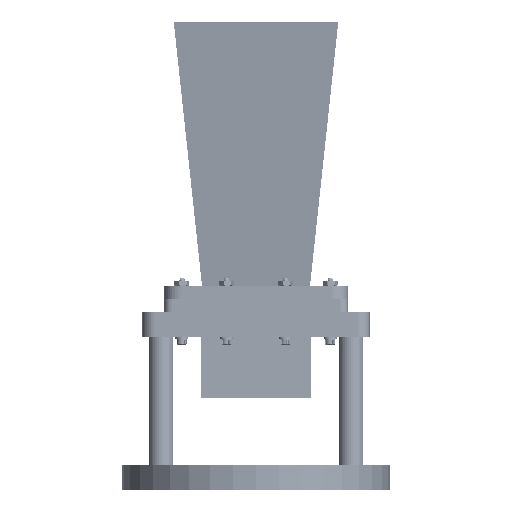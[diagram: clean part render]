
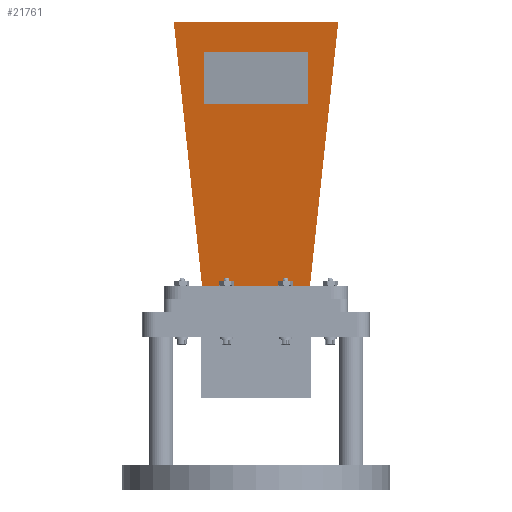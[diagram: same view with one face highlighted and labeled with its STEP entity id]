
A CAD part, top view. The second image highlights one B-rep face of the part: STEP entity #21761.
In plain terms, the highlighted face is planar.
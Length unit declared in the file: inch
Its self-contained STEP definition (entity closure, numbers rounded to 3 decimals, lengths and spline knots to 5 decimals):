
#537 = CARTESIAN_POINT ( 'NONE',  ( 1.56704, 1.15388, 5.271 ) ) ;
#805 = FACE_OUTER_BOUND ( 'NONE', #18040, .T. ) ;
#2123 = AXIS2_PLACEMENT_3D ( 'NONE', #46865, #21660, #35599 ) ;
#2193 = CARTESIAN_POINT ( 'NONE',  ( -1.75, 1.15388, 5.271 ) ) ;
#3094 = CARTESIAN_POINT ( 'NONE',  ( -1.029, 0.529, 0.25 ) ) ;
#3513 = DIRECTION ( 'NONE',  ( 1., 0., 0. ) ) ;
#3745 = ORIENTED_EDGE ( 'NONE', *, *, #8198, .T. ) ;
#4259 = ORIENTED_EDGE ( 'NONE', *, *, #32277, .F. ) ;
#4380 = ORIENTED_EDGE ( 'NONE', *, *, #37390, .F. ) ;
#6529 = LINE ( 'NONE', #50979, #40548 ) ;
#7263 = DIRECTION ( 'NONE',  ( 0.106, 0.123, 0.987 ) ) ;
#7740 = LINE ( 'NONE', #3094, #19960 ) ;
#7907 = LINE ( 'NONE', #17824, #39609 ) ;
#8198 = EDGE_CURVE ( 'NONE', #27263, #40446, #7740, .T. ) ;
#9662 = CARTESIAN_POINT ( 'NONE',  ( 1., 1.08475, 4.71555 ) ) ;
#11518 = EDGE_CURVE ( 'NONE', #55402, #13343, #46549, .T. ) ;
#12484 = CARTESIAN_POINT ( 'NONE',  ( -1., 1.08475, 4.71555 ) ) ;
#12768 = ORIENTED_EDGE ( 'NONE', *, *, #33500, .T. ) ;
#13343 = VERTEX_POINT ( 'NONE', #12484 ) ;
#16017 = FACE_BOUND ( 'NONE', #42155, .T. ) ;
#17824 = CARTESIAN_POINT ( 'NONE',  ( 1.029, 0.529, 0.25 ) ) ;
#18040 = EDGE_LOOP ( 'NONE', ( #3745, #25428, #4259, #12768 ) ) ;
#19007 = ORIENTED_EDGE ( 'NONE', *, *, #35350, .F. ) ;
#19960 = VECTOR ( 'NONE', #33239, 39.37008 ) ;
#20230 = DIRECTION ( 'NONE',  ( -1., 0., 0. ) ) ;
#21333 = CARTESIAN_POINT ( 'NONE',  ( -1., 0.96125, 3.72321 ) ) ;
#21660 = DIRECTION ( 'NONE',  ( 0., -0.992, 0.124 ) ) ;
#21679 = LINE ( 'NONE', #25670, #35232 ) ;
#21712 = CARTESIAN_POINT ( 'NONE',  ( -1., 0.96125, 3.72321 ) ) ;
#21761 = ADVANCED_FACE ( 'NONE', ( #16017, #805 ), #50872, .F. ) ;
#25428 = ORIENTED_EDGE ( 'NONE', *, *, #62707, .T. ) ;
#25670 = CARTESIAN_POINT ( 'NONE',  ( 1., 0.96125, 3.72321 ) ) ;
#25885 = CARTESIAN_POINT ( 'NONE',  ( 1., 0.96125, 3.72321 ) ) ;
#26422 = DIRECTION ( 'NONE',  ( -1., 0., 0. ) ) ;
#27192 = VERTEX_POINT ( 'NONE', #64811 ) ;
#27263 = VERTEX_POINT ( 'NONE', #54213 ) ;
#29868 = DIRECTION ( 'NONE',  ( 1., 0., 0. ) ) ;
#32277 = EDGE_CURVE ( 'NONE', #48721, #45227, #7907, .T. ) ;
#32292 = VECTOR ( 'NONE', #29868, 39.37008 ) ;
#33239 = DIRECTION ( 'NONE',  ( -0.106, 0.123, 0.987 ) ) ;
#33466 = EDGE_CURVE ( 'NONE', #13343, #58238, #65345, .T. ) ;
#33500 = EDGE_CURVE ( 'NONE', #48721, #27263, #6529, .T. ) ;
#35232 = VECTOR ( 'NONE', #61802, 39.37008 ) ;
#35350 = EDGE_CURVE ( 'NONE', #27192, #55402, #35491, .T. ) ;
#35491 = LINE ( 'NONE', #25885, #53099 ) ;
#35599 = DIRECTION ( 'NONE',  ( 0., -0.124, -0.992 ) ) ;
#37390 = EDGE_CURVE ( 'NONE', #58238, #27192, #21679, .T. ) ;
#39609 = VECTOR ( 'NONE', #7263, 39.37008 ) ;
#40446 = VERTEX_POINT ( 'NONE', #50337 ) ;
#40548 = VECTOR ( 'NONE', #26422, 39.37008 ) ;
#42155 = EDGE_LOOP ( 'NONE', ( #46755, #52675, #19007, #4380 ) ) ;
#45227 = VERTEX_POINT ( 'NONE', #537 ) ;
#46549 = LINE ( 'NONE', #21333, #49888 ) ;
#46755 = ORIENTED_EDGE ( 'NONE', *, *, #33466, .F. ) ;
#46865 = CARTESIAN_POINT ( 'NONE',  ( 0., 0.49029, -0.06102 ) ) ;
#48721 = VERTEX_POINT ( 'NONE', #63247 ) ;
#48921 = LINE ( 'NONE', #2193, #52715 ) ;
#49888 = VECTOR ( 'NONE', #61791, 39.37008 ) ;
#50337 = CARTESIAN_POINT ( 'NONE',  ( -1.56704, 1.15388, 5.271 ) ) ;
#50872 = PLANE ( 'NONE',  #2123 ) ;
#50979 = CARTESIAN_POINT ( 'NONE',  ( -1.029, 0.529, 0.25 ) ) ;
#52675 = ORIENTED_EDGE ( 'NONE', *, *, #11518, .F. ) ;
#52715 = VECTOR ( 'NONE', #3513, 39.37008 ) ;
#53099 = VECTOR ( 'NONE', #20230, 39.37008 ) ;
#54213 = CARTESIAN_POINT ( 'NONE',  ( -1.029, 0.529, 0.25 ) ) ;
#55402 = VERTEX_POINT ( 'NONE', #21712 ) ;
#58238 = VERTEX_POINT ( 'NONE', #60951 ) ;
#60951 = CARTESIAN_POINT ( 'NONE',  ( 1., 1.08475, 4.71555 ) ) ;
#61791 = DIRECTION ( 'NONE',  ( 0., 0.124, 0.992 ) ) ;
#61802 = DIRECTION ( 'NONE',  ( 0., -0.124, -0.992 ) ) ;
#62707 = EDGE_CURVE ( 'NONE', #40446, #45227, #48921, .T. ) ;
#63247 = CARTESIAN_POINT ( 'NONE',  ( 1.029, 0.529, 0.25 ) ) ;
#64811 = CARTESIAN_POINT ( 'NONE',  ( 1., 0.96125, 3.72321 ) ) ;
#65345 = LINE ( 'NONE', #9662, #32292 ) ;
